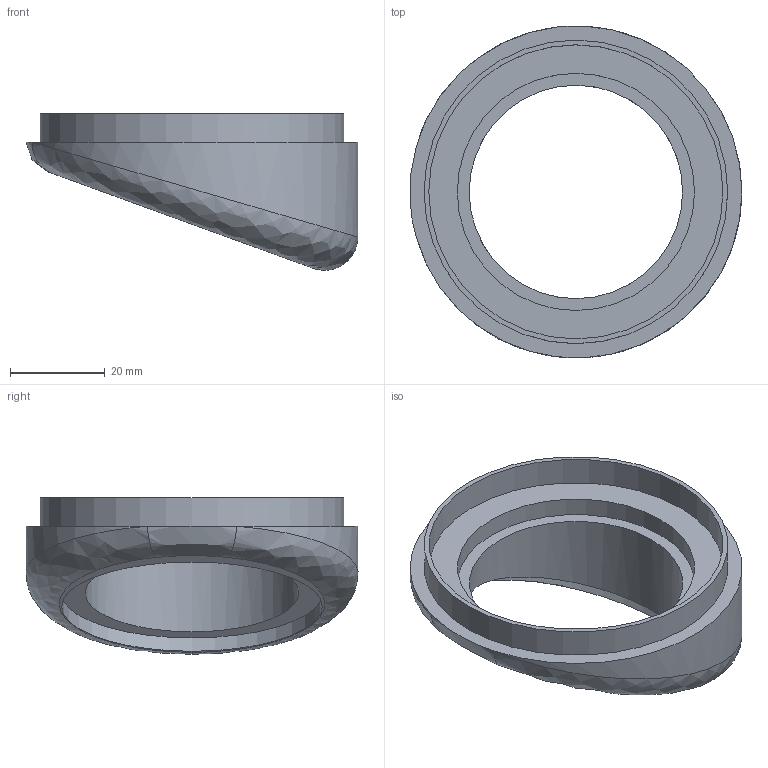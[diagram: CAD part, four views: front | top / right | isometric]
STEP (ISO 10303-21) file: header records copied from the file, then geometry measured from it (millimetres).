
FILE_DESCRIPTION(('FreeCAD Model'),'2;1');
FILE_NAME('Open CASCADE Shape Model','2025-01-20T14:33:19',(''),(''), 'Open CASCADE STEP processor 7.6','FreeCAD','Unknown');
FILE_SCHEMA(('AUTOMOTIVE_DESIGN { 1 0 10303 214 1 1 1 1 }'));
Length unit declared in the file: millimetre
Products named in the file (1): Тіло010
Bounding box: 69.95 x 69.99 x 32.98 mm (x, y, z)
Volume: 34011.5 mm3; surface area: 12594.9 mm2
Topology: 1 solids, 1 shells, 16 faces, 27 edges, 17 vertices
Faces by surface type: cylinder 7, plane 6, bspline 3
Full cylindrical faces by diameter (mm): 45 x1, 50 x1, 55 x1, 62 x1, 64 x1
Entity records: 540 total; most frequent: CARTESIAN_POINT 233, DIRECTION 58, ORIENTED_EDGE 54, EDGE_CURVE 27, AXIS2_PLACEMENT_3D 26, FACE_BOUND 22, EDGE_LOOP 22, VERTEX_POINT 17
